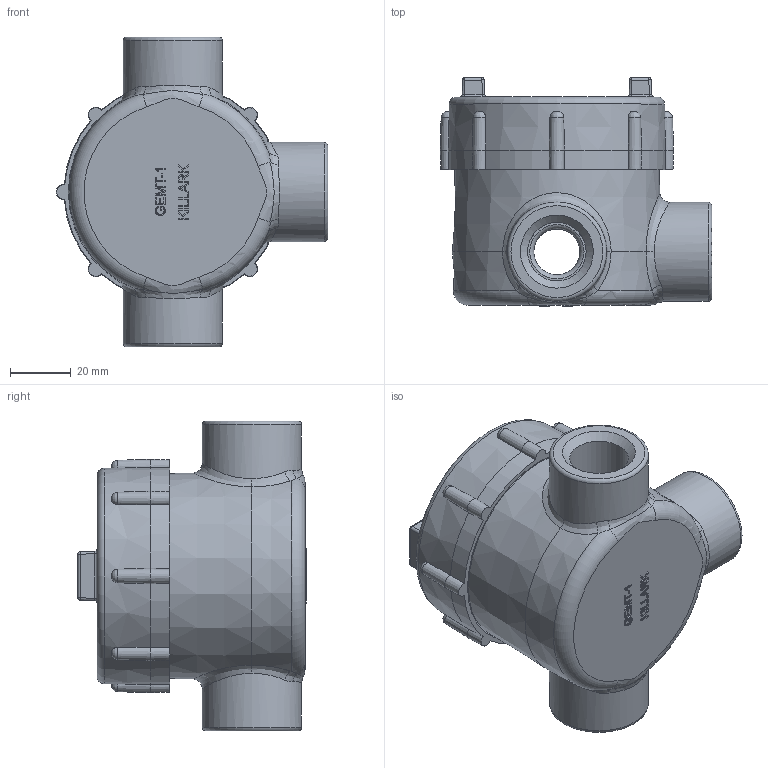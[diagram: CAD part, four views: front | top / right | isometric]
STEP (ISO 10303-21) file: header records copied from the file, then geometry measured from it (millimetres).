
FILE_DESCRIPTION(/* description */ (''),/* implementation_level */ '2;1');
FILE_NAME(/* name */ 'KIL_GEMT-1.stp',/* time_stamp */ '2021-05-10T21:15:04+06:00',/* author */ ('lsugumaran'),/* organization */ (''),/* preprocessor_version */ 'ST-DEVELOPER v18',/* originating_system */ 'Autodesk Inventor 2020',/* authorisation */ '');
FILE_SCHEMA (('AUTOMOTIVE_DESIGN { 1 0 10303 214 3 1 1 }'));
Length unit declared in the file: inch
Products named in the file (3): GEJET-5; 22492; 03975-2
Assembly tree (2 placements, depth 2):
  GEJET-5
    22492
    03975-2
Bounding box: 89.05 x 74.99 x 101.6 mm (x, y, z)
Volume: 144230.2 mm3; surface area: 56512.1 mm2
Topology: 2 solids, 2 shells, 583 faces, 1451 edges, 927 vertices
Faces by surface type: plane 294, bspline 159, cylinder 51, cone 42, torus 27, sphere 10
Full cylindrical faces by diameter (mm): 3.52 x1, 15.113 x3, 19.177 x3, 32.537 x3, 64.77 x1, 66.421 x1
Entity records: 25104 total; most frequent: CARTESIAN_POINT 11984, ORIENTED_EDGE 2896, DIRECTION 2348, EDGE_CURVE 1448, VERTEX_POINT 927, AXIS2_PLACEMENT_3D 785, LINE 778, VECTOR 778
